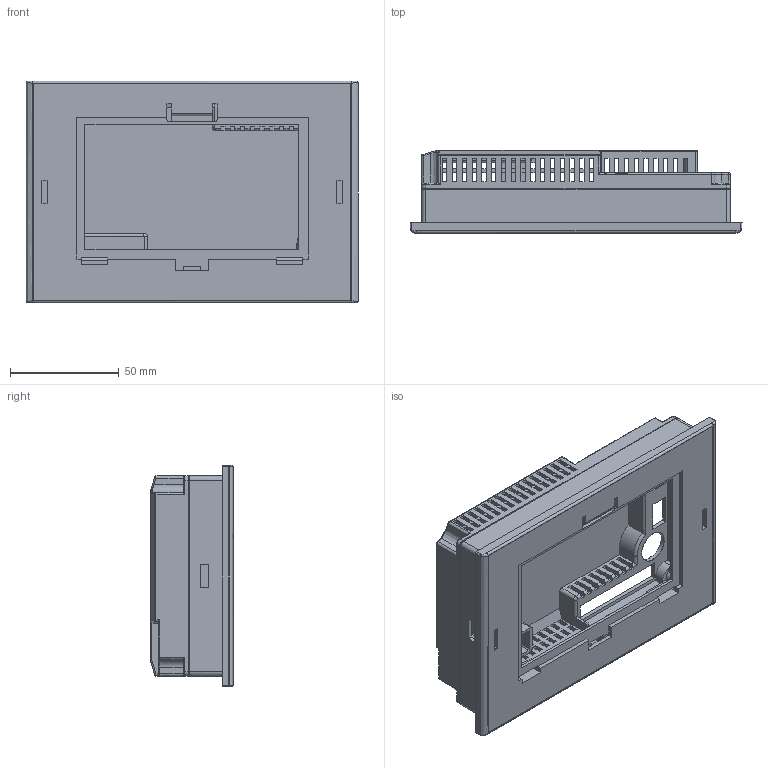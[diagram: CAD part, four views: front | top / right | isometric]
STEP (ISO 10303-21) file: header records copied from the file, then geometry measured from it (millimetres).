
FILE_DESCRIPTION(/* description */ (''),/* implementation_level */ '2;1');
FILE_NAME(/* name */ 'ZG1-20~1',/* time_stamp */ '2020-09-02T15:37:59+08:00',/* author */ (''),/* organization */ (''),/* preprocessor_version */ 'ST-DEVELOPER v15',/* originating_system */ '',/* authorisation */ '');
FILE_SCHEMA (('AUTOMOTIVE_DESIGN'));
Products named in the file (2): Document; 图块 01
Assembly tree (1 placements, depth 2):
  Document
    图块 01
Bounding box: 152.6 x 38 x 102 mm (x, y, z)
Volume: 175.2 mm3; surface area: 92694.5 mm2
Topology: 2 solids, 2337 shells, 2987 faces, 15543 edges, 14895 vertices
Faces by surface type: plane 2697, bspline 290
Entity records: 145070 total; most frequent: CARTESIAN_POINT 57963, ORIENTED_EDGE 17364, EDGE_CURVE 15542, VERTEX_POINT 14895, B_SPLINE_CURVE_WITH_KNOTS 14771, EDGE_LOOP 3190, ADVANCED_FACE 2987, FACE_OUTER_BOUND 2987
